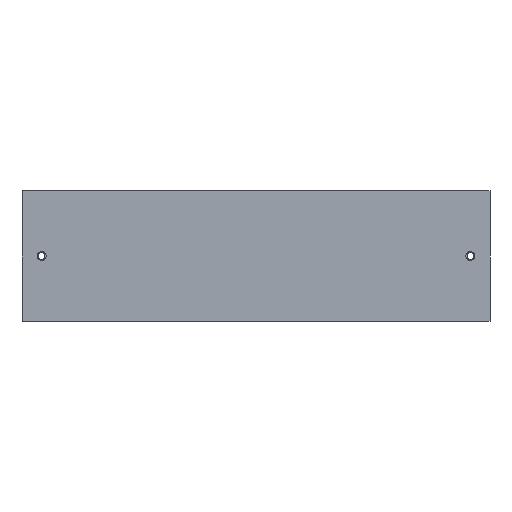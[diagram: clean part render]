
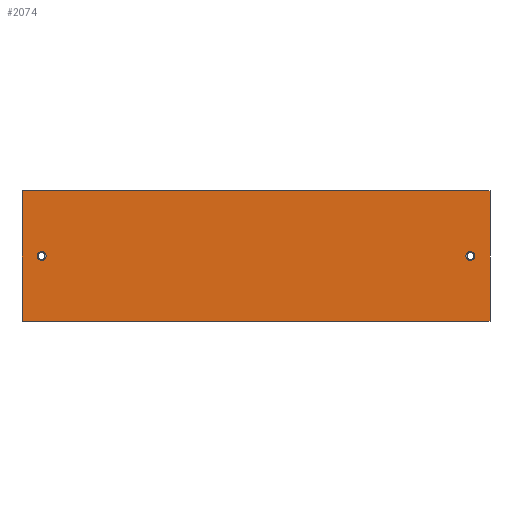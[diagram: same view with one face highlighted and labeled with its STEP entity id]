
A CAD part, front view. The second image highlights one B-rep face of the part: STEP entity #2074.
In plain terms, the highlighted planar face has unit normal (0, -1, 0).
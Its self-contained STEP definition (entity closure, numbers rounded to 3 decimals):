
#181 = EDGE_CURVE ( 'NONE', #1873, #1873, #568, .T. ) ;
#422 = AXIS2_PLACEMENT_3D ( 'NONE', #1390, #1387, #1394 ) ;
#568 = CIRCLE ( 'NONE', #1600, 3.5 ) ;
#622 = CARTESIAN_POINT ( 'NONE',  ( -164., 0., -49. ) ) ;
#625 = CARTESIAN_POINT ( 'NONE',  ( 179., 0., -99. ) ) ;
#637 = CARTESIAN_POINT ( 'NONE',  ( -179., 0., 1. ) ) ;
#644 = DIRECTION ( 'NONE',  ( 0., 0., -1. ) ) ;
#646 = DIRECTION ( 'NONE',  ( 1., 0., 0. ) ) ;
#650 = CARTESIAN_POINT ( 'NONE',  ( 0., 0., -99. ) ) ;
#652 = DIRECTION ( 'NONE',  ( 0., 1., 0. ) ) ;
#654 = DIRECTION ( 'NONE',  ( 1., 0., 0. ) ) ;
#655 = DIRECTION ( 'NONE',  ( 0., 0., -1. ) ) ;
#673 = CARTESIAN_POINT ( 'NONE',  ( 0., 0., 1. ) ) ;
#779 = EDGE_LOOP ( 'NONE', ( #2619 ) ) ;
#806 = VERTEX_POINT ( 'NONE', #1282 ) ;
#877 = VECTOR ( 'NONE', #644, 1000. ) ;
#884 = LINE ( 'NONE', #650, #886 ) ;
#886 = VECTOR ( 'NONE', #646, 1000. ) ;
#887 = LINE ( 'NONE', #637, #877 ) ;
#888 = VECTOR ( 'NONE', #654, 1000. ) ;
#889 = LINE ( 'NONE', #673, #888 ) ;
#890 = CIRCLE ( 'NONE', #1572, 3.5 ) ;
#905 = LINE ( 'NONE', #2701, #911 ) ;
#911 = VECTOR ( 'NONE', #2747, 1000. ) ;
#1031 = VERTEX_POINT ( 'NONE', #1242 ) ;
#1054 = VERTEX_POINT ( 'NONE', #625 ) ;
#1242 = CARTESIAN_POINT ( 'NONE',  ( -179., 0., 1. ) ) ;
#1282 = CARTESIAN_POINT ( 'NONE',  ( 179., 0., 1. ) ) ;
#1387 = DIRECTION ( 'NONE',  ( 0., 1., 0. ) ) ;
#1390 = CARTESIAN_POINT ( 'NONE',  ( 0., 0., 1. ) ) ;
#1392 = PLANE ( 'NONE',  #422 ) ;
#1394 = DIRECTION ( 'NONE',  ( -1., 0., 0. ) ) ;
#1409 = CARTESIAN_POINT ( 'NONE',  ( -179., 0., -99. ) ) ;
#1417 = CARTESIAN_POINT ( 'NONE',  ( 164., 0., -52.5 ) ) ;
#1419 = CARTESIAN_POINT ( 'NONE',  ( -164., 0., -52.5 ) ) ;
#1572 = AXIS2_PLACEMENT_3D ( 'NONE', #622, #652, #655 ) ;
#1600 = AXIS2_PLACEMENT_3D ( 'NONE', #2480, #2449, #2476 ) ;
#1633 = EDGE_CURVE ( 'NONE', #1031, #806, #889, .T. ) ;
#1634 = EDGE_CURVE ( 'NONE', #2686, #1054, #884, .T. ) ;
#1636 = EDGE_CURVE ( 'NONE', #1031, #2686, #887, .T. ) ;
#1637 = EDGE_CURVE ( 'NONE', #1875, #1875, #890, .T. ) ;
#1649 = EDGE_CURVE ( 'NONE', #806, #1054, #905, .T. ) ;
#1854 = FACE_BOUND ( 'NONE', #2648, .T. ) ;
#1856 = FACE_OUTER_BOUND ( 'NONE', #2661, .T. ) ;
#1859 = FACE_BOUND ( 'NONE', #779, .T. ) ;
#1873 = VERTEX_POINT ( 'NONE', #1417 ) ;
#1875 = VERTEX_POINT ( 'NONE', #1419 ) ;
#2074 = ADVANCED_FACE ( 'NONE', ( #1856, #1859, #1854 ), #1392, .F. ) ;
#2449 = DIRECTION ( 'NONE',  ( 0., -1., 0. ) ) ;
#2476 = DIRECTION ( 'NONE',  ( 0., 0., -1. ) ) ;
#2480 = CARTESIAN_POINT ( 'NONE',  ( 164., 0., -49. ) ) ;
#2593 = ORIENTED_EDGE ( 'NONE', *, *, #1636, .T. ) ;
#2596 = ORIENTED_EDGE ( 'NONE', *, *, #1649, .F. ) ;
#2609 = ORIENTED_EDGE ( 'NONE', *, *, #1633, .F. ) ;
#2610 = ORIENTED_EDGE ( 'NONE', *, *, #1634, .T. ) ;
#2614 = ORIENTED_EDGE ( 'NONE', *, *, #1637, .T. ) ;
#2619 = ORIENTED_EDGE ( 'NONE', *, *, #181, .F. ) ;
#2648 = EDGE_LOOP ( 'NONE', ( #2614 ) ) ;
#2661 = EDGE_LOOP ( 'NONE', ( #2610, #2596, #2609, #2593 ) ) ;
#2686 = VERTEX_POINT ( 'NONE', #1409 ) ;
#2701 = CARTESIAN_POINT ( 'NONE',  ( 179., 0., 1. ) ) ;
#2747 = DIRECTION ( 'NONE',  ( 0., 0., -1. ) ) ;
